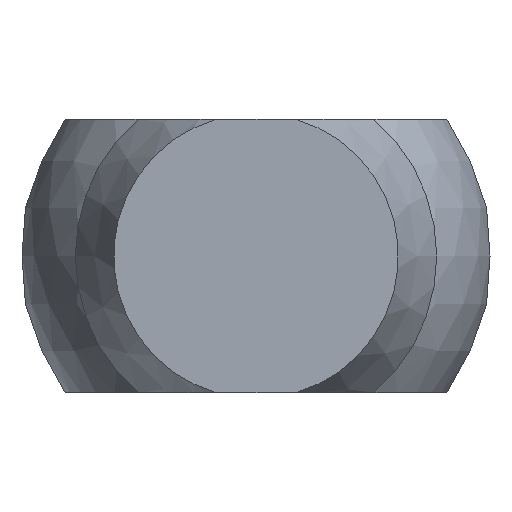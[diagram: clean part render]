
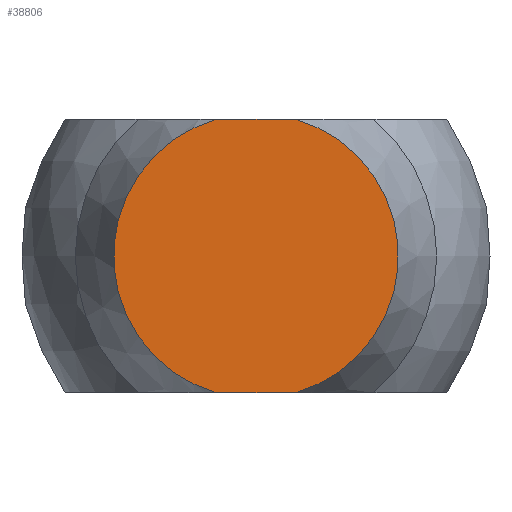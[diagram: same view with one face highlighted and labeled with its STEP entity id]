
A CAD part, left-side view. The second image highlights one B-rep face of the part: STEP entity #38806.
In plain terms, the highlighted planar face has unit normal (-1, 0, 0).
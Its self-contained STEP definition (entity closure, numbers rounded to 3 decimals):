
#722 = PLANE('',#723);
#723 = AXIS2_PLACEMENT_3D('',#724,#725,#726);
#724 = CARTESIAN_POINT('',(0.,-6.25,2.5));
#725 = DIRECTION('',(0.,0.,1.));
#726 = DIRECTION('',(0.,1.,0.));
#35717 = VERTEX_POINT('',#35718);
#35718 = CARTESIAN_POINT('',(-125.,-0.714,2.5));
#35732 = CONICAL_SURFACE('',#35733,2.95,0.391);
#35733 = AXIS2_PLACEMENT_3D('',#35734,#35735,#35736);
#35734 = CARTESIAN_POINT('',(-124.15,0.,0.));
#35735 = DIRECTION('',(1.,0.,0.));
#35736 = DIRECTION('',(0.,-1.,0.));
#36179 = VERTEX_POINT('',#36180);
#36180 = CARTESIAN_POINT('',(-125.,0.714,2.5));
#36194 = CONICAL_SURFACE('',#36195,2.95,0.391);
#36195 = AXIS2_PLACEMENT_3D('',#36196,#36197,#36198);
#36196 = CARTESIAN_POINT('',(-124.15,0.,0.));
#36197 = DIRECTION('',(1.,0.,0.));
#36198 = DIRECTION('',(-0.,1.,0.));
#36228 = EDGE_CURVE('',#36179,#35717,#36229,.T.);
#36229 = SURFACE_CURVE('',#36230,(#36234,#36241),.PCURVE_S1.);
#36230 = LINE('',#36231,#36232);
#36231 = CARTESIAN_POINT('',(-125.,-1.475,2.5));
#36232 = VECTOR('',#36233,1.);
#36233 = DIRECTION('',(0.,-1.,0.));
#36234 = PCURVE('',#722,#36235);
#36235 = DEFINITIONAL_REPRESENTATION('',(#36236),#36240);
#36236 = LINE('',#36237,#36238);
#36237 = CARTESIAN_POINT('',(4.775,125.));
#36238 = VECTOR('',#36239,1.);
#36239 = DIRECTION('',(-1.,0.));
#36240 = ( GEOMETRIC_REPRESENTATION_CONTEXT(2) 
PARAMETRIC_REPRESENTATION_CONTEXT() REPRESENTATION_CONTEXT('2D SPACE',''
  ) );
#36241 = PCURVE('',#36242,#36247);
#36242 = PLANE('',#36243);
#36243 = AXIS2_PLACEMENT_3D('',#36244,#36245,#36246);
#36244 = CARTESIAN_POINT('',(-125.,3.3,0.));
#36245 = DIRECTION('',(-1.,0.,0.));
#36246 = DIRECTION('',(0.,0.,1.));
#36247 = DEFINITIONAL_REPRESENTATION('',(#36248),#36252);
#36248 = LINE('',#36249,#36250);
#36249 = CARTESIAN_POINT('',(2.5,-4.775));
#36250 = VECTOR('',#36251,1.);
#36251 = DIRECTION('',(0.,-1.));
#36252 = ( GEOMETRIC_REPRESENTATION_CONTEXT(2) 
PARAMETRIC_REPRESENTATION_CONTEXT() REPRESENTATION_CONTEXT('2D SPACE',''
  ) );
#37483 = PLANE('',#37484);
#37484 = AXIS2_PLACEMENT_3D('',#37485,#37486,#37487);
#37485 = CARTESIAN_POINT('',(0.,6.25,-2.5));
#37486 = DIRECTION('',(0.,0.,-1.));
#37487 = DIRECTION('',(0.,-1.,0.));
#37848 = VERTEX_POINT('',#37849);
#37849 = CARTESIAN_POINT('',(-125.,-0.714,-2.5));
#37894 = EDGE_CURVE('',#37848,#37895,#37897,.T.);
#37895 = VERTEX_POINT('',#37896);
#37896 = CARTESIAN_POINT('',(-125.,0.714,-2.5));
#37897 = SURFACE_CURVE('',#37898,(#37902,#37909),.PCURVE_S1.);
#37898 = LINE('',#37899,#37900);
#37899 = CARTESIAN_POINT('',(-125.,4.775,-2.5));
#37900 = VECTOR('',#37901,1.);
#37901 = DIRECTION('',(0.,1.,0.));
#37902 = PCURVE('',#37483,#37903);
#37903 = DEFINITIONAL_REPRESENTATION('',(#37904),#37908);
#37904 = LINE('',#37905,#37906);
#37905 = CARTESIAN_POINT('',(1.475,125.));
#37906 = VECTOR('',#37907,1.);
#37907 = DIRECTION('',(-1.,-0.));
#37908 = ( GEOMETRIC_REPRESENTATION_CONTEXT(2) 
PARAMETRIC_REPRESENTATION_CONTEXT() REPRESENTATION_CONTEXT('2D SPACE',''
  ) );
#37909 = PCURVE('',#36242,#37910);
#37910 = DEFINITIONAL_REPRESENTATION('',(#37911),#37915);
#37911 = LINE('',#37912,#37913);
#37912 = CARTESIAN_POINT('',(-2.5,1.475));
#37913 = VECTOR('',#37914,1.);
#37914 = DIRECTION('',(0.,1.));
#37915 = ( GEOMETRIC_REPRESENTATION_CONTEXT(2) 
PARAMETRIC_REPRESENTATION_CONTEXT() REPRESENTATION_CONTEXT('2D SPACE',''
  ) );
#38781 = EDGE_CURVE('',#35717,#37848,#38782,.T.);
#38782 = SURFACE_CURVE('',#38783,(#38788,#38795),.PCURVE_S1.);
#38783 = CIRCLE('',#38784,2.6);
#38784 = AXIS2_PLACEMENT_3D('',#38785,#38786,#38787);
#38785 = CARTESIAN_POINT('',(-125.,0.,0.));
#38786 = DIRECTION('',(1.,0.,0.));
#38787 = DIRECTION('',(0.,-1.,0.));
#38788 = PCURVE('',#35732,#38789);
#38789 = DEFINITIONAL_REPRESENTATION('',(#38790),#38794);
#38790 = LINE('',#38791,#38792);
#38791 = CARTESIAN_POINT('',(-6.283,-0.85));
#38792 = VECTOR('',#38793,1.);
#38793 = DIRECTION('',(1.,0.));
#38794 = ( GEOMETRIC_REPRESENTATION_CONTEXT(2) 
PARAMETRIC_REPRESENTATION_CONTEXT() REPRESENTATION_CONTEXT('2D SPACE',''
  ) );
#38795 = PCURVE('',#36242,#38796);
#38796 = DEFINITIONAL_REPRESENTATION('',(#38797),#38805);
#38797 = ( BOUNDED_CURVE() B_SPLINE_CURVE(2,(#38798,#38799,#38800,#38801
    ,#38802,#38803,#38804),.UNSPECIFIED.,.T.,.F.) 
B_SPLINE_CURVE_WITH_KNOTS((1,2,2,2,2,1),(-2.094,0.,
    2.094,4.189,6.283,8.378),
.UNSPECIFIED.) CURVE() GEOMETRIC_REPRESENTATION_ITEM() 
RATIONAL_B_SPLINE_CURVE((1.,0.5,1.,0.5,1.,0.5,1.)) REPRESENTATION_ITEM(
  '') );
#38798 = CARTESIAN_POINT('',(0.,-5.9));
#38799 = CARTESIAN_POINT('',(-4.503,-5.9));
#38800 = CARTESIAN_POINT('',(-2.252,-2.));
#38801 = CARTESIAN_POINT('',(0.,1.9));
#38802 = CARTESIAN_POINT('',(2.252,-2.));
#38803 = CARTESIAN_POINT('',(4.503,-5.9));
#38804 = CARTESIAN_POINT('',(0.,-5.9));
#38805 = ( GEOMETRIC_REPRESENTATION_CONTEXT(2) 
PARAMETRIC_REPRESENTATION_CONTEXT() REPRESENTATION_CONTEXT('2D SPACE',''
  ) );
#38806 = ADVANCED_FACE('',(#38807),#36242,.T.);
#38807 = FACE_BOUND('',#38808,.T.);
#38808 = EDGE_LOOP('',(#38809,#38810,#38811,#38837));
#38809 = ORIENTED_EDGE('',*,*,#38781,.F.);
#38810 = ORIENTED_EDGE('',*,*,#36228,.F.);
#38811 = ORIENTED_EDGE('',*,*,#38812,.F.);
#38812 = EDGE_CURVE('',#37895,#36179,#38813,.T.);
#38813 = SURFACE_CURVE('',#38814,(#38819,#38830),.PCURVE_S1.);
#38814 = CIRCLE('',#38815,2.6);
#38815 = AXIS2_PLACEMENT_3D('',#38816,#38817,#38818);
#38816 = CARTESIAN_POINT('',(-125.,0.,0.));
#38817 = DIRECTION('',(1.,0.,0.));
#38818 = DIRECTION('',(-0.,1.,0.));
#38819 = PCURVE('',#36242,#38820);
#38820 = DEFINITIONAL_REPRESENTATION('',(#38821),#38829);
#38821 = ( BOUNDED_CURVE() B_SPLINE_CURVE(2,(#38822,#38823,#38824,#38825
    ,#38826,#38827,#38828),.UNSPECIFIED.,.T.,.F.) 
B_SPLINE_CURVE_WITH_KNOTS((1,2,2,2,2,1),(-2.094,0.,
    2.094,4.189,6.283,8.378),
.UNSPECIFIED.) CURVE() GEOMETRIC_REPRESENTATION_ITEM() 
RATIONAL_B_SPLINE_CURVE((1.,0.5,1.,0.5,1.,0.5,1.)) REPRESENTATION_ITEM(
  '') );
#38822 = CARTESIAN_POINT('',(0.,-0.7));
#38823 = CARTESIAN_POINT('',(4.503,-0.7));
#38824 = CARTESIAN_POINT('',(2.252,-4.6));
#38825 = CARTESIAN_POINT('',(0.,-8.5));
#38826 = CARTESIAN_POINT('',(-2.252,-4.6));
#38827 = CARTESIAN_POINT('',(-4.503,-0.7));
#38828 = CARTESIAN_POINT('',(0.,-0.7));
#38829 = ( GEOMETRIC_REPRESENTATION_CONTEXT(2) 
PARAMETRIC_REPRESENTATION_CONTEXT() REPRESENTATION_CONTEXT('2D SPACE',''
  ) );
#38830 = PCURVE('',#36194,#38831);
#38831 = DEFINITIONAL_REPRESENTATION('',(#38832),#38836);
#38832 = LINE('',#38833,#38834);
#38833 = CARTESIAN_POINT('',(-6.283,-0.85));
#38834 = VECTOR('',#38835,1.);
#38835 = DIRECTION('',(1.,0.));
#38836 = ( GEOMETRIC_REPRESENTATION_CONTEXT(2) 
PARAMETRIC_REPRESENTATION_CONTEXT() REPRESENTATION_CONTEXT('2D SPACE',''
  ) );
#38837 = ORIENTED_EDGE('',*,*,#37894,.F.);
